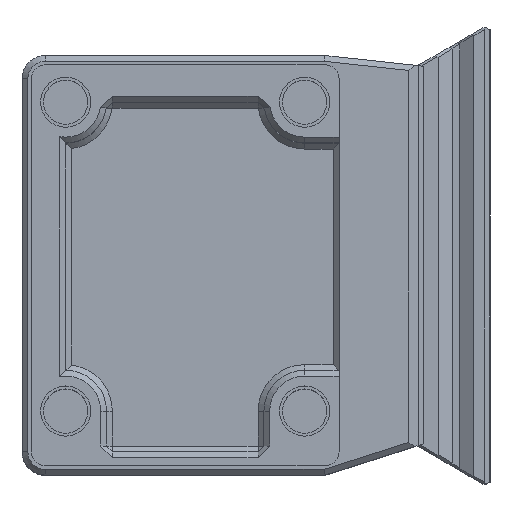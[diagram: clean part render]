
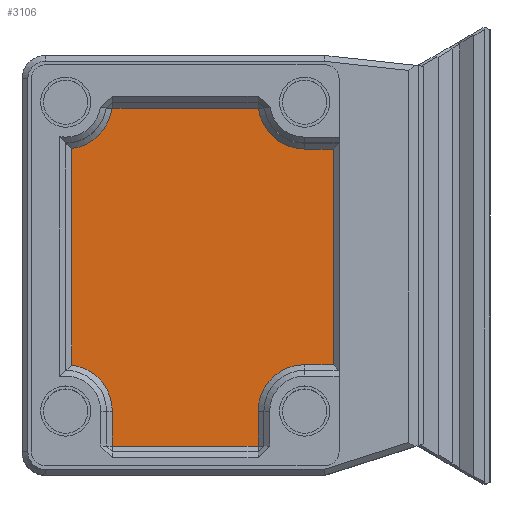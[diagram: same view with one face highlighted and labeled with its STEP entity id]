
A CAD part, top view. The second image highlights one B-rep face of the part: STEP entity #3106.
In plain terms, the highlighted planar face has unit normal (0, 0, 1).
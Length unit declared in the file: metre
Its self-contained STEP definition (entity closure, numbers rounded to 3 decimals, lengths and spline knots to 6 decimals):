
#90=CIRCLE('',#3333,0.004);
#91=CIRCLE('',#3334,0.004);
#92=CIRCLE('',#3335,0.004);
#93=CIRCLE('',#3336,0.004);
#546=ORIENTED_EDGE('',*,*,#1262,.T.);
#547=ORIENTED_EDGE('',*,*,#1263,.T.);
#548=ORIENTED_EDGE('',*,*,#1264,.T.);
#549=ORIENTED_EDGE('',*,*,#1265,.T.);
#550=ORIENTED_EDGE('',*,*,#1266,.T.);
#551=ORIENTED_EDGE('',*,*,#1267,.T.);
#552=ORIENTED_EDGE('',*,*,#1268,.T.);
#553=ORIENTED_EDGE('',*,*,#1269,.T.);
#554=ORIENTED_EDGE('',*,*,#1270,.T.);
#555=ORIENTED_EDGE('',*,*,#1271,.T.);
#556=ORIENTED_EDGE('',*,*,#1272,.T.);
#557=ORIENTED_EDGE('',*,*,#1273,.T.);
#1262=EDGE_CURVE('',#1643,#1644,#90,.T.);
#1263=EDGE_CURVE('',#1644,#1645,#1953,.T.);
#1264=EDGE_CURVE('',#1645,#1646,#1954,.T.);
#1265=EDGE_CURVE('',#1646,#1647,#1955,.T.);
#1266=EDGE_CURVE('',#1647,#1648,#91,.T.);
#1267=EDGE_CURVE('',#1648,#1649,#1956,.T.);
#1268=EDGE_CURVE('',#1649,#1650,#1957,.T.);
#1269=EDGE_CURVE('',#1650,#1651,#1958,.T.);
#1270=EDGE_CURVE('',#1651,#1652,#92,.T.);
#1271=EDGE_CURVE('',#1652,#1653,#1959,.T.);
#1272=EDGE_CURVE('',#1653,#1654,#93,.T.);
#1273=EDGE_CURVE('',#1654,#1643,#1960,.T.);
#1643=VERTEX_POINT('',#4855);
#1644=VERTEX_POINT('',#4856);
#1645=VERTEX_POINT('',#4858);
#1646=VERTEX_POINT('',#4860);
#1647=VERTEX_POINT('',#4862);
#1648=VERTEX_POINT('',#4864);
#1649=VERTEX_POINT('',#4866);
#1650=VERTEX_POINT('',#4868);
#1651=VERTEX_POINT('',#4870);
#1652=VERTEX_POINT('',#4872);
#1653=VERTEX_POINT('',#4874);
#1654=VERTEX_POINT('',#4876);
#1953=LINE('',#4857,#2331);
#1954=LINE('',#4859,#2332);
#1955=LINE('',#4861,#2333);
#1956=LINE('',#4865,#2334);
#1957=LINE('',#4867,#2335);
#1958=LINE('',#4869,#2336);
#1959=LINE('',#4873,#2337);
#1960=LINE('',#4877,#2338);
#2331=VECTOR('',#3899,1.);
#2332=VECTOR('',#3900,1.);
#2333=VECTOR('',#3901,1.);
#2334=VECTOR('',#3904,1.);
#2335=VECTOR('',#3905,1.);
#2336=VECTOR('',#3906,1.);
#2337=VECTOR('',#3909,1.);
#2338=VECTOR('',#3912,1.);
#2564=EDGE_LOOP('',(#546,#547,#548,#549,#550,#551,#552,#553,#554,#555,#556,
#557));
#2769=FACE_BOUND('',#2564,.T.);
#2951=PLANE('',#3332);
#3106=ADVANCED_FACE('',(#2769),#2951,.F.);
#3332=AXIS2_PLACEMENT_3D('',#4853,#3895,#3896);
#3333=AXIS2_PLACEMENT_3D('',#4854,#3897,#3898);
#3334=AXIS2_PLACEMENT_3D('',#4863,#3902,#3903);
#3335=AXIS2_PLACEMENT_3D('',#4871,#3907,#3908);
#3336=AXIS2_PLACEMENT_3D('',#4875,#3910,#3911);
#3895=DIRECTION('',(0.,0.,-1.));
#3896=DIRECTION('',(1.,0.,0.));
#3897=DIRECTION('',(0.,0.,-1.));
#3898=DIRECTION('',(-1.,0.,0.));
#3899=DIRECTION('',(0.,-1.,0.));
#3900=DIRECTION('',(1.,0.,0.));
#3901=DIRECTION('',(0.,1.,0.));
#3902=DIRECTION('',(0.,0.,-1.));
#3903=DIRECTION('',(-1.,0.,0.));
#3904=DIRECTION('',(1.,0.,0.));
#3905=DIRECTION('',(0.,1.,0.));
#3906=DIRECTION('',(-1.,0.,0.));
#3907=DIRECTION('',(0.,0.,-1.));
#3908=DIRECTION('',(-1.,0.,0.));
#3909=DIRECTION('',(-1.,0.,0.));
#3910=DIRECTION('',(0.,0.,-1.));
#3911=DIRECTION('',(-1.,0.,0.));
#3912=DIRECTION('',(0.,-1.,0.));
#4853=CARTESIAN_POINT('',(-0.102829,0.03567,0.001905));
#4854=CARTESIAN_POINT('',(-0.113083,0.02317,0.001905));
#4855=CARTESIAN_POINT('',(-0.112583,0.027139,0.001905));
#4856=CARTESIAN_POINT('',(-0.109083,0.02317,0.001905));
#4857=CARTESIAN_POINT('',(-0.109083,0.01967,0.001905));
#4858=CARTESIAN_POINT('',(-0.109083,0.02017,0.001905));
#4859=CARTESIAN_POINT('',(-0.102829,0.02017,0.001905));
#4860=CARTESIAN_POINT('',(-0.096583,0.02017,0.001905));
#4861=CARTESIAN_POINT('',(-0.096583,0.03567,0.001905));
#4862=CARTESIAN_POINT('',(-0.096583,0.02317,0.001905));
#4863=CARTESIAN_POINT('',(-0.092583,0.02317,0.001905));
#4864=CARTESIAN_POINT('',(-0.092583,0.02717,0.001905));
#4865=CARTESIAN_POINT('',(-0.089633,0.02717,0.001905));
#4866=CARTESIAN_POINT('',(-0.090133,0.02717,0.001905));
#4867=CARTESIAN_POINT('',(-0.090133,0.03567,0.001905));
#4868=CARTESIAN_POINT('',(-0.090133,0.04567,0.001905));
#4869=CARTESIAN_POINT('',(-0.102829,0.04567,0.001905));
#4870=CARTESIAN_POINT('',(-0.092583,0.04567,0.001905));
#4871=CARTESIAN_POINT('',(-0.092583,0.04967,0.001905));
#4872=CARTESIAN_POINT('',(-0.096552,0.04917,0.001905));
#4873=CARTESIAN_POINT('',(-0.102829,0.04917,0.001905));
#4874=CARTESIAN_POINT('',(-0.109115,0.04917,0.001905));
#4875=CARTESIAN_POINT('',(-0.113083,0.04967,0.001905));
#4876=CARTESIAN_POINT('',(-0.112583,0.045702,0.001905));
#4877=CARTESIAN_POINT('',(-0.112583,0.03567,0.001905));
